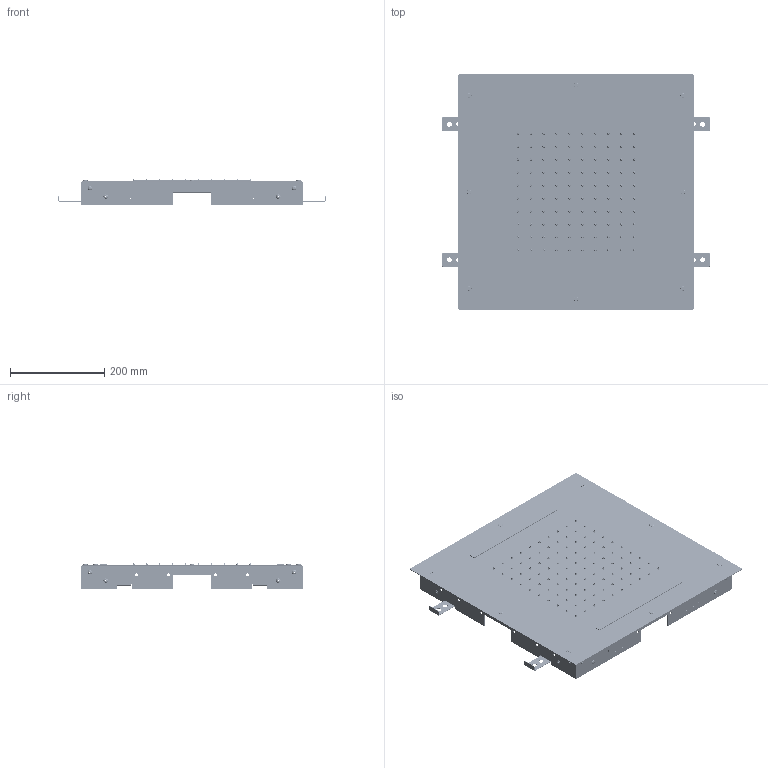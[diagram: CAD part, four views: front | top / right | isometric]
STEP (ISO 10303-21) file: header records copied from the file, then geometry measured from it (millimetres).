
FILE_DESCRIPTION(('STEP AP214'),'1');
FILE_NAME('Art.71221.stp','2020-09-17T14:38:41',(' '),(' '),'Spatial InterOp 3D',' ',' ');
FILE_SCHEMA(('AUTOMOTIVE_DESIGN { 1 0 10303 214 1 1 1 1 }'));
Length unit declared in the file: millimetre
Products named in the file (260): Art.71221; ASSEM1; S.00207; S.00110; S.00340; P.00100; 22311; T.RA003; 22312; M-1755; T.RA063; S.00180; GrLED; 22752; STRIPS1000RGB; Seg. Guaina; Seg. LED; 22751; S.00420; S.00185; 23011; S.00104; S.00317; GrR; 21656; 23009; 23010; 23032
Assembly tree (420 placements, depth 4):
  Art.71221
    ASSEM1
    (unnamed)
    (unnamed)
    (unnamed)
    (unnamed)
    (unnamed)
    (unnamed)
    (unnamed)
    (unnamed)
    (unnamed)
    (unnamed)
    (unnamed)
    (unnamed)
    (unnamed)
    (unnamed)
    (unnamed)
    (unnamed)
    (unnamed)
    (unnamed)
    (unnamed)
    (unnamed)
    (unnamed)
    (unnamed)
    (unnamed)
    (unnamed)
    (unnamed)
    (unnamed)
    (unnamed)
    (unnamed)
    (unnamed)
    (unnamed)
    (unnamed)
    (unnamed)
    (unnamed)
    (unnamed)
    (unnamed)
    (unnamed)
    (unnamed)
    (unnamed)
    (unnamed)
    (unnamed)
    (unnamed)
    (unnamed)
    (unnamed)
    (unnamed)
    (unnamed)
    (unnamed)
    (unnamed)
    (unnamed)
    (unnamed)
    (unnamed)
    (unnamed)
    (unnamed)
    (unnamed)
    (unnamed)
    (unnamed)
    (unnamed)
    (unnamed)
    (unnamed)
Bounding box: 568 x 500 x 55.3 mm (x, y, z)
Volume: 989287.7 mm3; surface area: 1582814 mm2
Topology: 215 solids, 215 shells, 5721 faces, 13797 edges, 8843 vertices
Faces by surface type: plane 2037, cylinder 1713, torus 1256, bspline 404, cone 203, sphere 108
Full cylindrical faces by diameter (mm): 0.4 x18, 1.5 x100, 1.7 x100, 2.6 x16, 3 x30, 3.1 x100, 3.3 x114, 4 x18, 4.2 x12, 4.4 x4, 4.6 x18, 4.8 x16, 5 x224, 5.2 x40, 6 x28, 6.2 x40, 6.9 x12, 7 x8, 8.2 x12, 10 x108, 10.5 x8, 12 x4, 14 x1, 16.4 x1, 16.862 x4, 18.631 x2, 22.9 x1, 23.1 x1, 25.9 x1
Entity records: 66554 total; most frequent: CARTESIAN_POINT 9178, DIRECTION 8091, ORIENTED_EDGE 6016, AXIS2_PLACEMENT_3D 3246, EDGE_CURVE 3008, EDGE_LOOP 2304, VERTEX_POINT 2104, FACE_OUTER_BOUND 1643
